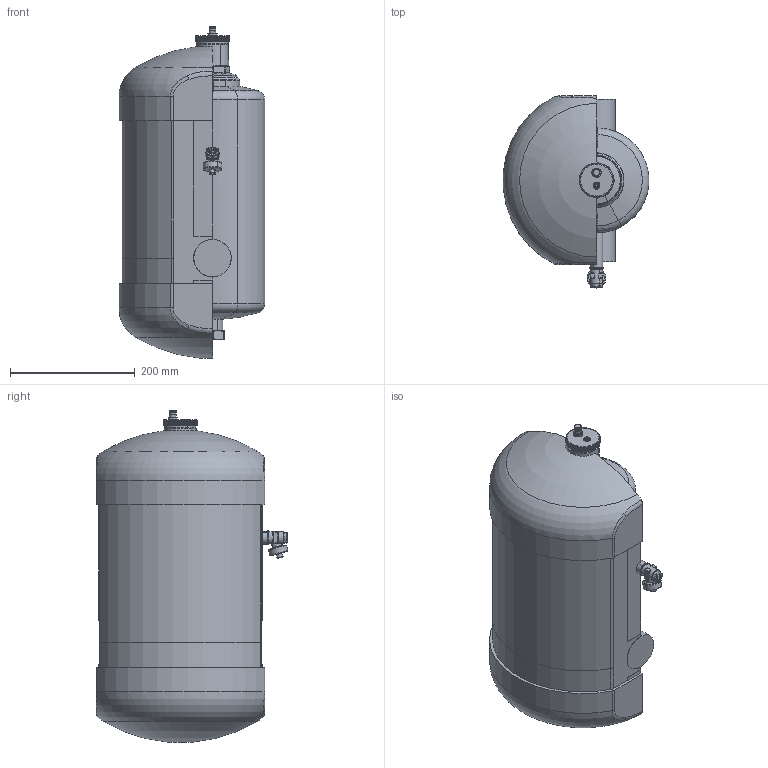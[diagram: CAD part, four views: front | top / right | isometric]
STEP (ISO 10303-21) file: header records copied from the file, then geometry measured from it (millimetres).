
FILE_DESCRIPTION(('CATIA V5 STEP Exchange'),'2;1');
FILE_NAME('STEP_551053_-_TST.stp','2019-09-19T15:33:20+00:00',('none'),('none'),'CATIA Version 5-6 Release 2016 SP4','CATIA V5 STEP AP203','none');
FILE_SCHEMA(('CONFIG_CONTROL_DESIGN'));
Length unit declared in the file: millimetre
Products named in the file (1): 551053 - TST
Bounding box: 233.19 x 307.39 x 531.82 mm (x, y, z)
Volume: 18912852.5 mm3; surface area: 702888.7 mm2
Topology: 1 solids, 2 shells, 1292 faces, 3527 edges, 2221 vertices
Faces by surface type: cylinder 587, plane 391, bspline 143, torus 73, cone 56, sphere 42
Entity records: 50172 total; most frequent: CARTESIAN_POINT 22332, ORIENTED_EDGE 6998, DIRECTION 3753, EDGE_CURVE 3499, VERTEX_POINT 2221, AXIS2_PLACEMENT_3D 1668, B_SPLINE_CURVE_WITH_KNOTS 1558, EDGE_LOOP 1316
